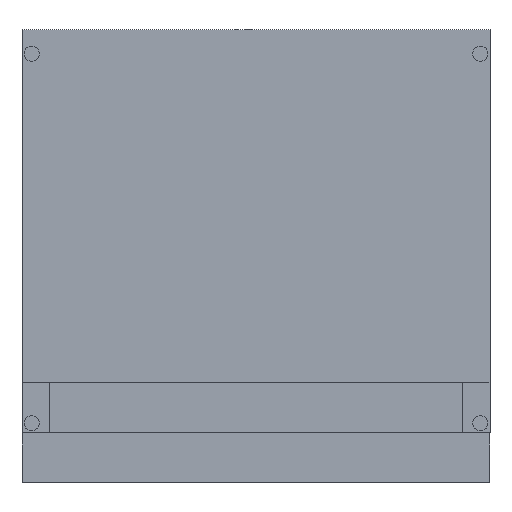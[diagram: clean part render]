
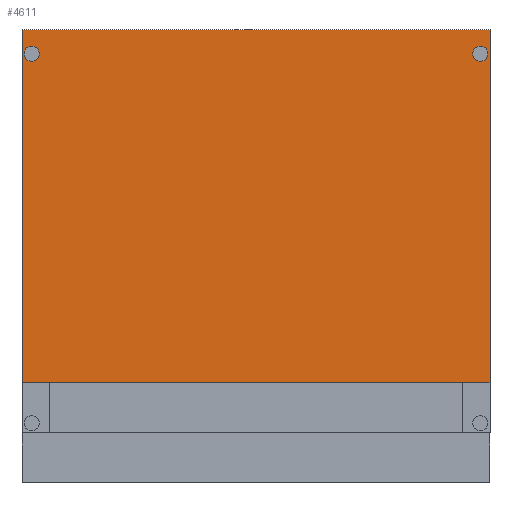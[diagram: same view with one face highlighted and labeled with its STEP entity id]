
A CAD part, front view. The second image highlights one B-rep face of the part: STEP entity #4611.
In plain terms, the highlighted planar face has unit normal (0, -1, 0).
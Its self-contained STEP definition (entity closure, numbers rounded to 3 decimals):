
#44 = CARTESIAN_POINT ( 'NONE',  ( 387.5, 0., 292.5 ) ) ;
#79 = EDGE_CURVE ( 'NONE', #4715, #1567, #5373, .T. ) ;
#187 = DIRECTION ( 'NONE',  ( 0., 0., -1. ) ) ;
#364 = AXIS2_PLACEMENT_3D ( 'NONE', #4903, #3480, #187 ) ;
#593 = VECTOR ( 'NONE', #4559, 1000. ) ;
#680 = ORIENTED_EDGE ( 'NONE', *, *, #1685, .F. ) ;
#689 = ORIENTED_EDGE ( 'NONE', *, *, #79, .F. ) ;
#733 = CARTESIAN_POINT ( 'NONE',  ( 387.5, 0., 292.5 ) ) ;
#879 = CARTESIAN_POINT ( 'NONE',  ( -387.5, 0., -292.5 ) ) ;
#1249 = DIRECTION ( 'NONE',  ( 0., 0., 1. ) ) ;
#1567 = VERTEX_POINT ( 'NONE', #733 ) ;
#1665 = CARTESIAN_POINT ( 'NONE',  ( -387.5, 0., 292.5 ) ) ;
#1685 = EDGE_CURVE ( 'NONE', #4324, #4715, #5938, .T. ) ;
#1821 = EDGE_CURVE ( 'NONE', #1567, #3789, #5643, .T. ) ;
#1966 = DIRECTION ( 'NONE',  ( 0., 0., -1. ) ) ;
#2256 = LINE ( 'NONE', #2385, #4190 ) ;
#2266 = EDGE_CURVE ( 'NONE', #3789, #4324, #2256, .T. ) ;
#2321 = DIRECTION ( 'NONE',  ( -1., 0., 0. ) ) ;
#2385 = CARTESIAN_POINT ( 'NONE',  ( -387.5, 0., -292.5 ) ) ;
#2693 = ORIENTED_EDGE ( 'NONE', *, *, #2266, .F. ) ;
#2700 = CARTESIAN_POINT ( 'NONE',  ( -387.5, 0., 292.5 ) ) ;
#3010 = ORIENTED_EDGE ( 'NONE', *, *, #1821, .F. ) ;
#3019 = PLANE ( 'NONE',  #364 ) ;
#3020 = VECTOR ( 'NONE', #1249, 1000. ) ;
#3113 = CARTESIAN_POINT ( 'NONE',  ( -387.5, 0., 292.5 ) ) ;
#3480 = DIRECTION ( 'NONE',  ( 0., -1., 0. ) ) ;
#3789 = VERTEX_POINT ( 'NONE', #5093 ) ;
#3953 = FACE_OUTER_BOUND ( 'NONE', #4079, .T. ) ;
#4079 = EDGE_LOOP ( 'NONE', ( #3010, #689, #680, #2693 ) ) ;
#4190 = VECTOR ( 'NONE', #2321, 1000. ) ;
#4272 = VECTOR ( 'NONE', #1966, 1000. ) ;
#4324 = VERTEX_POINT ( 'NONE', #879 ) ;
#4559 = DIRECTION ( 'NONE',  ( 1., 0., 0. ) ) ;
#4611 = ADVANCED_FACE ( 'NONE', ( #3953 ), #3019, .T. ) ;
#4715 = VERTEX_POINT ( 'NONE', #3113 ) ;
#4903 = CARTESIAN_POINT ( 'NONE',  ( 0., 0., 0. ) ) ;
#5093 = CARTESIAN_POINT ( 'NONE',  ( 387.5, 0., -292.5 ) ) ;
#5373 = LINE ( 'NONE', #1665, #593 ) ;
#5643 = LINE ( 'NONE', #44, #4272 ) ;
#5938 = LINE ( 'NONE', #2700, #3020 ) ;
